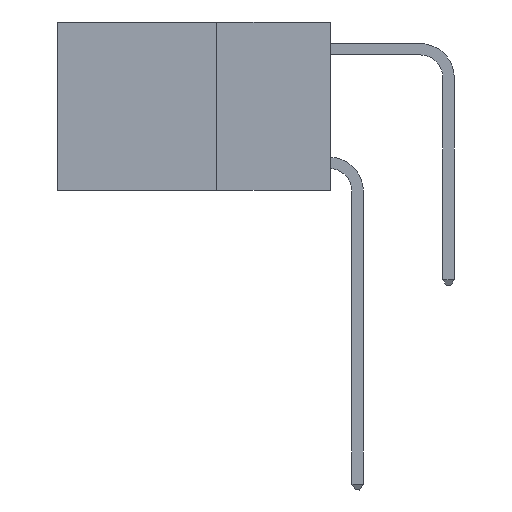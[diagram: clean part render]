
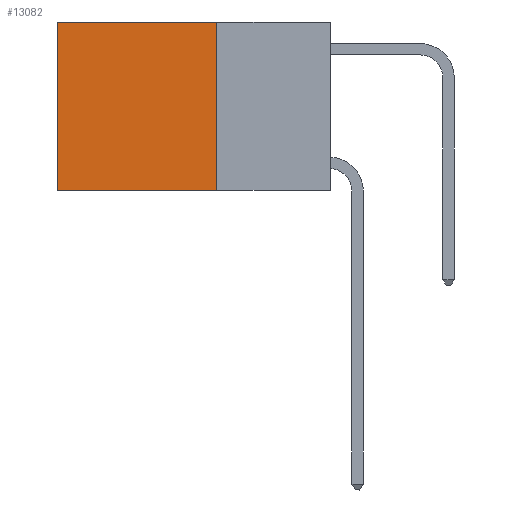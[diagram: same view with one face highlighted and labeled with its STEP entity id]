
A CAD part, left-side view. The second image highlights one B-rep face of the part: STEP entity #13082.
In plain terms, the highlighted planar face has unit normal (-1, 0, 0).
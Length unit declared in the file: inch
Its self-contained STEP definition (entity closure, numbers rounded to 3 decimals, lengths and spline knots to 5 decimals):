
#286 = VECTOR ( 'NONE', #8729, 39.37008 ) ;
#606 = CARTESIAN_POINT ( 'NONE',  ( 0.2625, 0.25, 0. ) ) ;
#1376 = CARTESIAN_POINT ( 'NONE',  ( 0.2625, 0.25, 0. ) ) ;
#1978 = EDGE_CURVE ( 'NONE', #18155, #9552, #15905, .T. ) ;
#2052 = DIRECTION ( 'NONE',  ( 0., 0., -1. ) ) ;
#4201 = ORIENTED_EDGE ( 'NONE', *, *, #12935, .F. ) ;
#5047 = CARTESIAN_POINT ( 'NONE',  ( 0.2625, 0.25, 0. ) ) ;
#5703 = EDGE_LOOP ( 'NONE', ( #18512, #4201, #13916, #5887 ) ) ;
#5887 = ORIENTED_EDGE ( 'NONE', *, *, #1978, .T. ) ;
#5957 = CARTESIAN_POINT ( 'NONE',  ( 0.2625, 0.6, 0. ) ) ;
#6903 = DIRECTION ( 'NONE',  ( 0., 0., -1. ) ) ;
#6916 = VECTOR ( 'NONE', #18840, 39.37008 ) ;
#7921 = PLANE ( 'NONE',  #11919 ) ;
#8729 = DIRECTION ( 'NONE',  ( 0., 1., 0. ) ) ;
#9093 = CARTESIAN_POINT ( 'NONE',  ( 0.2625, 0.25, -0.37 ) ) ;
#9552 = VERTEX_POINT ( 'NONE', #5957 ) ;
#10051 = CARTESIAN_POINT ( 'NONE',  ( 0.2625, 0.6, 0. ) ) ;
#10092 = VECTOR ( 'NONE', #6903, 39.37008 ) ;
#10429 = CARTESIAN_POINT ( 'NONE',  ( 0.2625, 0.25, -0.37 ) ) ;
#10852 = LINE ( 'NONE', #10051, #6916 ) ;
#10888 = DIRECTION ( 'NONE',  ( 1., 0., 0. ) ) ;
#11497 = VECTOR ( 'NONE', #14987, 39.37008 ) ;
#11919 = AXIS2_PLACEMENT_3D ( 'NONE', #606, #10888, #2052 ) ;
#11971 = LINE ( 'NONE', #9093, #11497 ) ;
#12935 = EDGE_CURVE ( 'NONE', #13502, #13890, #11971, .T. ) ;
#13082 = ADVANCED_FACE ( 'NONE', ( #13148 ), #7921, .F. ) ;
#13148 = FACE_OUTER_BOUND ( 'NONE', #5703, .T. ) ;
#13502 = VERTEX_POINT ( 'NONE', #10429 ) ;
#13890 = VERTEX_POINT ( 'NONE', #17081 ) ;
#13916 = ORIENTED_EDGE ( 'NONE', *, *, #13932, .F. ) ;
#13932 = EDGE_CURVE ( 'NONE', #18155, #13502, #18821, .T. ) ;
#14987 = DIRECTION ( 'NONE',  ( 0., 1., 0. ) ) ;
#15720 = CARTESIAN_POINT ( 'NONE',  ( 0.2625, 0.25, 0. ) ) ;
#15905 = LINE ( 'NONE', #1376, #286 ) ;
#17081 = CARTESIAN_POINT ( 'NONE',  ( 0.2625, 0.6, -0.37 ) ) ;
#18155 = VERTEX_POINT ( 'NONE', #5047 ) ;
#18441 = EDGE_CURVE ( 'NONE', #9552, #13890, #10852, .T. ) ;
#18512 = ORIENTED_EDGE ( 'NONE', *, *, #18441, .T. ) ;
#18821 = LINE ( 'NONE', #15720, #10092 ) ;
#18840 = DIRECTION ( 'NONE',  ( 0., 0., -1. ) ) ;
